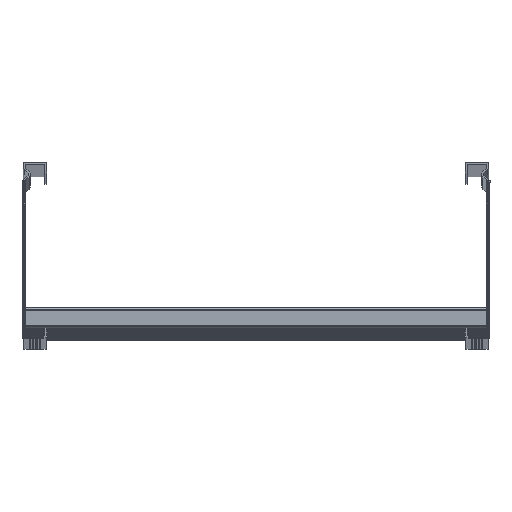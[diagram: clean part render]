
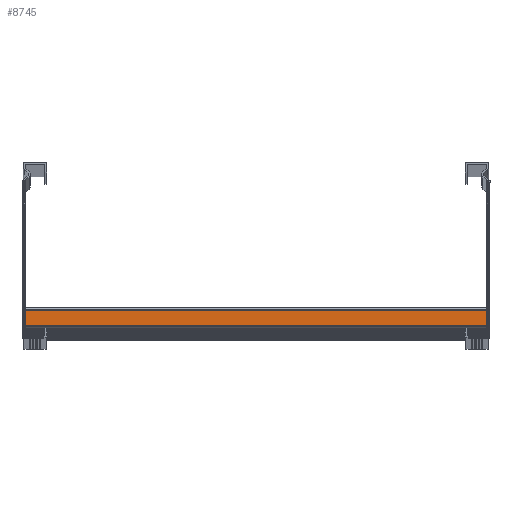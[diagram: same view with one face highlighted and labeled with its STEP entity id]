
A CAD part, top view. The second image highlights one B-rep face of the part: STEP entity #8745.
In plain terms, the highlighted face is planar.
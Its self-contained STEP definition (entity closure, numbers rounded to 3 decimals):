
#96 = DIRECTION ( 'NONE',  ( 0., 0., -1. ) ) ;
#785 = VECTOR ( 'NONE', #26514, 1000. ) ;
#1088 = ORIENTED_EDGE ( 'NONE', *, *, #34197, .T. ) ;
#1135 = ORIENTED_EDGE ( 'NONE', *, *, #6234, .T. ) ;
#1843 = FACE_OUTER_BOUND ( 'NONE', #9011, .T. ) ;
#1949 = LINE ( 'NONE', #11179, #22696 ) ;
#2251 = CARTESIAN_POINT ( 'NONE',  ( 18., 18., 198.5 ) ) ;
#2429 = CARTESIAN_POINT ( 'NONE',  ( 18., 15.5, 198.5 ) ) ;
#2719 = CARTESIAN_POINT ( 'NONE',  ( 18., 2.5, -198.5 ) ) ;
#4809 = VERTEX_POINT ( 'NONE', #2429 ) ;
#4889 = CARTESIAN_POINT ( 'NONE',  ( 18., 2.5, 198.5 ) ) ;
#4991 = CARTESIAN_POINT ( 'NONE',  ( 18., 2.5, 198.5 ) ) ;
#6234 = EDGE_CURVE ( 'NONE', #4809, #12007, #31299, .T. ) ;
#6438 = VECTOR ( 'NONE', #12307, 1000. ) ;
#8110 = CARTESIAN_POINT ( 'NONE',  ( 18., 18., 198.5 ) ) ;
#8745 = ADVANCED_FACE ( 'NONE', ( #1843 ), #29959, .T. ) ;
#9011 = EDGE_LOOP ( 'NONE', ( #26663, #31186, #1135, #1088 ) ) ;
#9037 = AXIS2_PLACEMENT_3D ( 'NONE', #8110, #13567, #96 ) ;
#11179 = CARTESIAN_POINT ( 'NONE',  ( 18., 18., -198.5 ) ) ;
#12007 = VERTEX_POINT ( 'NONE', #4889 ) ;
#12307 = DIRECTION ( 'NONE',  ( 0., 0., -1. ) ) ;
#13147 = VECTOR ( 'NONE', #26536, 1000. ) ;
#13567 = DIRECTION ( 'NONE',  ( 1., 0., 0. ) ) ;
#17427 = EDGE_CURVE ( 'NONE', #24349, #20239, #1949, .T. ) ;
#19510 = LINE ( 'NONE', #4991, #13147 ) ;
#19712 = DIRECTION ( 'NONE',  ( 0., -1., 0. ) ) ;
#20239 = VERTEX_POINT ( 'NONE', #2719 ) ;
#22696 = VECTOR ( 'NONE', #19712, 1000. ) ;
#23817 = LINE ( 'NONE', #25711, #6438 ) ;
#24349 = VERTEX_POINT ( 'NONE', #25859 ) ;
#25711 = CARTESIAN_POINT ( 'NONE',  ( 18., 15.5, 198.5 ) ) ;
#25859 = CARTESIAN_POINT ( 'NONE',  ( 18., 15.5, -198.5 ) ) ;
#26514 = DIRECTION ( 'NONE',  ( 0., -1., 0. ) ) ;
#26536 = DIRECTION ( 'NONE',  ( 0., 0., -1. ) ) ;
#26663 = ORIENTED_EDGE ( 'NONE', *, *, #17427, .F. ) ;
#28992 = EDGE_CURVE ( 'NONE', #4809, #24349, #23817, .T. ) ;
#29959 = PLANE ( 'NONE',  #9037 ) ;
#31186 = ORIENTED_EDGE ( 'NONE', *, *, #28992, .F. ) ;
#31299 = LINE ( 'NONE', #2251, #785 ) ;
#34197 = EDGE_CURVE ( 'NONE', #12007, #20239, #19510, .T. ) ;
